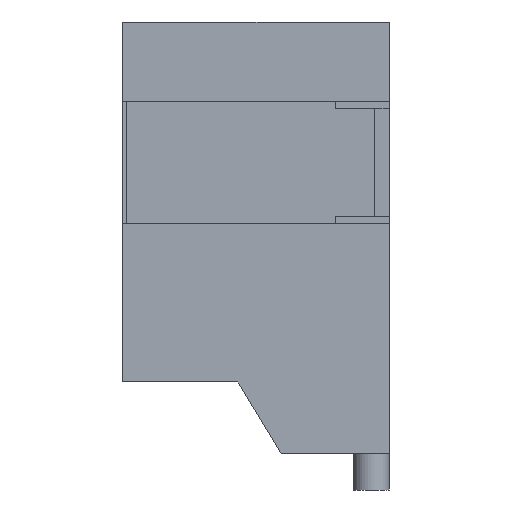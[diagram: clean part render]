
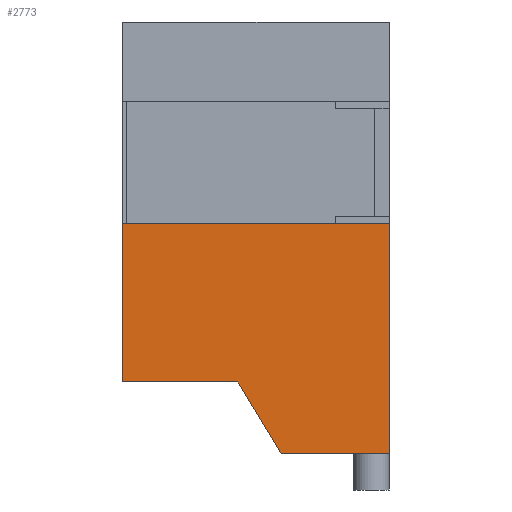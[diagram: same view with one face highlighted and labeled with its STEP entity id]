
A CAD part, left-side view. The second image highlights one B-rep face of the part: STEP entity #2773.
In plain terms, the highlighted planar face has unit normal (-1, 0, 0).
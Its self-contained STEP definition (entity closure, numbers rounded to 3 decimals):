
#2365 = VERTEX_POINT ( 'NONE', #3926 ) ;
#2521 = VERTEX_POINT ( 'NONE', #4296 ) ;
#2609 = EDGE_CURVE ( 'NONE', #2755, #2521, #3285, .T. ) ;
#2614 = VERTEX_POINT ( 'NONE', #3351 ) ;
#2617 = EDGE_CURVE ( 'NONE', #2614, #2365, #3349, .T. ) ;
#2701 = ORIENTED_EDGE ( 'NONE', *, *, #2702, .F. ) ;
#2702 = EDGE_CURVE ( 'NONE', #2365, #2781, #2921, .T. ) ;
#2753 = EDGE_CURVE ( 'NONE', #2754, #2755, #3179, .T. ) ;
#2754 = VERTEX_POINT ( 'NONE', #3175 ) ;
#2755 = VERTEX_POINT ( 'NONE', #3174 ) ;
#2773 = ADVANCED_FACE ( 'NONE', ( #3215 ), #3043, .T. ) ;
#2774 = ORIENTED_EDGE ( 'NONE', *, *, #2617, .F. ) ;
#2775 = ORIENTED_EDGE ( 'NONE', *, *, #2776, .T. ) ;
#2776 = EDGE_CURVE ( 'NONE', #2614, #2521, #3038, .T. ) ;
#2777 = ORIENTED_EDGE ( 'NONE', *, *, #2609, .F. ) ;
#2778 = ORIENTED_EDGE ( 'NONE', *, *, #2753, .F. ) ;
#2779 = ORIENTED_EDGE ( 'NONE', *, *, #2780, .F. ) ;
#2780 = EDGE_CURVE ( 'NONE', #2781, #2754, #3034, .T. ) ;
#2781 = VERTEX_POINT ( 'NONE', #3030 ) ;
#2795 = EDGE_LOOP ( 'NONE', ( #2774, #2775, #2777, #2778, #2779, #2701 ) ) ;
#2887 = VECTOR ( 'NONE', #2915, 1000. ) ;
#2915 = DIRECTION ( 'NONE',  ( 0., 1., 0. ) ) ;
#2920 = CARTESIAN_POINT ( 'NONE',  ( -7.5, 1.5, 0. ) ) ;
#2921 = LINE ( 'NONE', #2920, #2887 ) ;
#3030 = CARTESIAN_POINT ( 'NONE',  ( -7.5, 1.5, 0. ) ) ;
#3031 = DIRECTION ( 'NONE',  ( 0., 0.514, 0.857 ) ) ;
#3032 = VECTOR ( 'NONE', #3031, 1000. ) ;
#3033 = CARTESIAN_POINT ( 'NONE',  ( -7.5, 2.1, 1. ) ) ;
#3034 = LINE ( 'NONE', #3033, #3032 ) ;
#3035 = DIRECTION ( 'NONE',  ( 0., 1., 0. ) ) ;
#3036 = VECTOR ( 'NONE', #3035, 1000. ) ;
#3037 = CARTESIAN_POINT ( 'NONE',  ( -7.5, 0., 3.2 ) ) ;
#3038 = LINE ( 'NONE', #3037, #3036 ) ;
#3039 = DIRECTION ( 'NONE',  ( 0., 0., 1. ) ) ;
#3040 = DIRECTION ( 'NONE',  ( -1., 0., 0. ) ) ;
#3041 = CARTESIAN_POINT ( 'NONE',  ( -7.5, 3.7, 6. ) ) ;
#3042 = AXIS2_PLACEMENT_3D ( 'NONE', #3041, #3040, #3039 ) ;
#3043 = PLANE ( 'NONE',  #3042 ) ;
#3174 = CARTESIAN_POINT ( 'NONE',  ( -7.5, 3.7, 1. ) ) ;
#3175 = CARTESIAN_POINT ( 'NONE',  ( -7.5, 2.1, 1. ) ) ;
#3176 = DIRECTION ( 'NONE',  ( 0., 1., 0. ) ) ;
#3177 = VECTOR ( 'NONE', #3176, 1000. ) ;
#3178 = CARTESIAN_POINT ( 'NONE',  ( -7.5, 3.7, 1. ) ) ;
#3179 = LINE ( 'NONE', #3178, #3177 ) ;
#3215 = FACE_OUTER_BOUND ( 'NONE', #2795, .T. ) ;
#3282 = DIRECTION ( 'NONE',  ( 0., 0., 1. ) ) ;
#3283 = VECTOR ( 'NONE', #3282, 1000. ) ;
#3284 = CARTESIAN_POINT ( 'NONE',  ( -7.5, 3.7, 6. ) ) ;
#3285 = LINE ( 'NONE', #3284, #3283 ) ;
#3346 = DIRECTION ( 'NONE',  ( 0., 0., -1. ) ) ;
#3347 = VECTOR ( 'NONE', #3346, 1000. ) ;
#3348 = CARTESIAN_POINT ( 'NONE',  ( -7.5, 0., 0. ) ) ;
#3349 = LINE ( 'NONE', #3348, #3347 ) ;
#3351 = CARTESIAN_POINT ( 'NONE',  ( -7.5, 0., 3.2 ) ) ;
#3926 = CARTESIAN_POINT ( 'NONE',  ( -7.5, 0., 0. ) ) ;
#4296 = CARTESIAN_POINT ( 'NONE',  ( -7.5, 3.7, 3.2 ) ) ;
